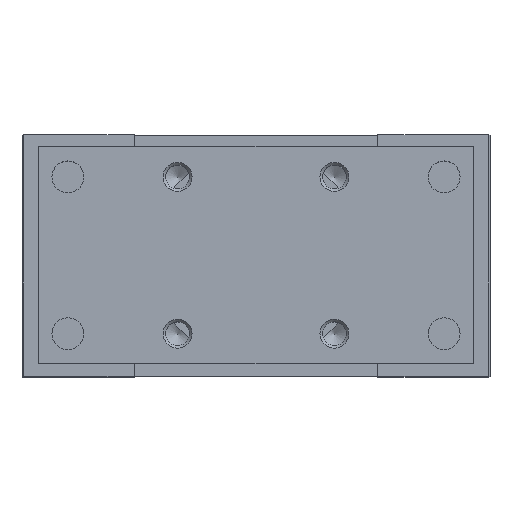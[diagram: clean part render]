
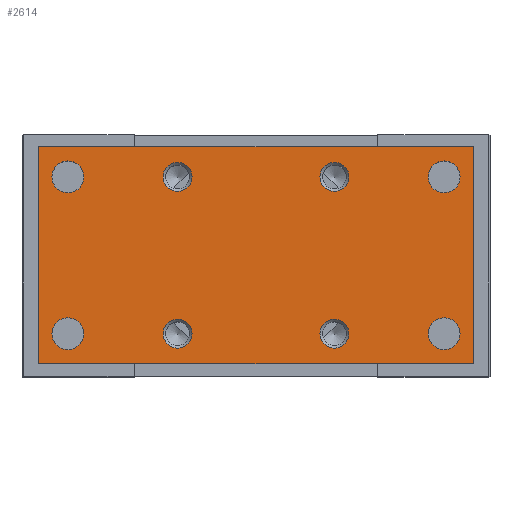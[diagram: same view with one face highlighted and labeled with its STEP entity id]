
A CAD part, top view. The second image highlights one B-rep face of the part: STEP entity #2614.
In plain terms, the highlighted planar face has unit normal (0, 0, 1).
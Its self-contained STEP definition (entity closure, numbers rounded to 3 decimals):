
#289=LINE('',#4410,#417);
#293=LINE('',#4419,#421);
#296=LINE('',#4425,#424);
#299=LINE('',#4431,#427);
#417=VECTOR('',#3560,1000.);
#421=VECTOR('',#3566,1000.);
#424=VECTOR('',#3571,1000.);
#427=VECTOR('',#3576,1000.);
#865=ORIENTED_EDGE('',*,*,#1292,.T.);
#866=ORIENTED_EDGE('',*,*,#1293,.T.);
#867=ORIENTED_EDGE('',*,*,#1294,.T.);
#868=ORIENTED_EDGE('',*,*,#1295,.T.);
#869=ORIENTED_EDGE('',*,*,#1296,.T.);
#870=ORIENTED_EDGE('',*,*,#1297,.T.);
#871=ORIENTED_EDGE('',*,*,#1298,.T.);
#872=ORIENTED_EDGE('',*,*,#1299,.T.);
#873=ORIENTED_EDGE('',*,*,#1266,.T.);
#874=ORIENTED_EDGE('',*,*,#1270,.T.);
#875=ORIENTED_EDGE('',*,*,#1273,.T.);
#876=ORIENTED_EDGE('',*,*,#1276,.T.);
#1266=EDGE_CURVE('',#1548,#1549,#289,.T.);
#1270=EDGE_CURVE('',#1549,#1552,#293,.T.);
#1273=EDGE_CURVE('',#1552,#1554,#296,.T.);
#1276=EDGE_CURVE('',#1554,#1548,#299,.T.);
#1292=EDGE_CURVE('',#1570,#1570,#1727,.T.);
#1293=EDGE_CURVE('',#1571,#1571,#1728,.T.);
#1294=EDGE_CURVE('',#1572,#1572,#1729,.T.);
#1295=EDGE_CURVE('',#1573,#1573,#1730,.T.);
#1296=EDGE_CURVE('',#1574,#1574,#1731,.T.);
#1297=EDGE_CURVE('',#1575,#1575,#1732,.T.);
#1298=EDGE_CURVE('',#1576,#1576,#1733,.T.);
#1299=EDGE_CURVE('',#1577,#1577,#1734,.T.);
#1548=VERTEX_POINT('',#4411);
#1549=VERTEX_POINT('',#4412);
#1552=VERTEX_POINT('',#4420);
#1554=VERTEX_POINT('',#4426);
#1570=VERTEX_POINT('',#4464);
#1571=VERTEX_POINT('',#4466);
#1572=VERTEX_POINT('',#4468);
#1573=VERTEX_POINT('',#4470);
#1574=VERTEX_POINT('',#4472);
#1575=VERTEX_POINT('',#4474);
#1576=VERTEX_POINT('',#4476);
#1577=VERTEX_POINT('',#4478);
#1727=CIRCLE('',#2938,3.3);
#1728=CIRCLE('',#2939,3.3);
#1729=CIRCLE('',#2940,3.3);
#1730=CIRCLE('',#2941,3.3);
#1731=CIRCLE('',#2942,3.);
#1732=CIRCLE('',#2943,3.);
#1733=CIRCLE('',#2944,3.);
#1734=CIRCLE('',#2945,3.);
#1985=EDGE_LOOP('',(#865));
#1986=EDGE_LOOP('',(#866));
#1987=EDGE_LOOP('',(#867));
#1988=EDGE_LOOP('',(#868));
#1989=EDGE_LOOP('',(#869));
#1990=EDGE_LOOP('',(#870));
#1991=EDGE_LOOP('',(#871));
#1992=EDGE_LOOP('',(#872));
#1993=EDGE_LOOP('',(#873,#874,#875,#876));
#2313=FACE_BOUND('',#1985,.T.);
#2314=FACE_BOUND('',#1986,.T.);
#2315=FACE_BOUND('',#1987,.T.);
#2316=FACE_BOUND('',#1988,.T.);
#2317=FACE_BOUND('',#1989,.T.);
#2318=FACE_BOUND('',#1990,.T.);
#2319=FACE_BOUND('',#1991,.T.);
#2320=FACE_BOUND('',#1992,.T.);
#2321=FACE_BOUND('',#1993,.T.);
#2475=PLANE('',#2937);
#2614=ADVANCED_FACE('',(#2313,#2314,#2315,#2316,#2317,#2318,#2319,#2320,
#2321),#2475,.T.);
#2937=AXIS2_PLACEMENT_3D('',#4462,#3608,#3609);
#2938=AXIS2_PLACEMENT_3D('',#4463,#3610,#3611);
#2939=AXIS2_PLACEMENT_3D('',#4465,#3612,#3613);
#2940=AXIS2_PLACEMENT_3D('',#4467,#3614,#3615);
#2941=AXIS2_PLACEMENT_3D('',#4469,#3616,#3617);
#2942=AXIS2_PLACEMENT_3D('',#4471,#3618,#3619);
#2943=AXIS2_PLACEMENT_3D('',#4473,#3620,#3621);
#2944=AXIS2_PLACEMENT_3D('',#4475,#3622,#3623);
#2945=AXIS2_PLACEMENT_3D('',#4477,#3624,#3625);
#3560=DIRECTION('',(-1.,0.,0.));
#3566=DIRECTION('',(0.,-1.,0.));
#3571=DIRECTION('',(1.,0.,0.));
#3576=DIRECTION('',(0.,1.,0.));
#3608=DIRECTION('',(0.,0.,1.));
#3609=DIRECTION('',(1.,0.,0.));
#3610=DIRECTION('',(0.,0.,-1.));
#3611=DIRECTION('',(-1.,0.,0.));
#3612=DIRECTION('',(0.,0.,-1.));
#3613=DIRECTION('',(-1.,0.,0.));
#3614=DIRECTION('',(0.,0.,-1.));
#3615=DIRECTION('',(-1.,0.,0.));
#3616=DIRECTION('',(0.,0.,-1.));
#3617=DIRECTION('',(-1.,0.,0.));
#3618=DIRECTION('',(0.,0.,-1.));
#3619=DIRECTION('',(-1.,0.,0.));
#3620=DIRECTION('',(0.,0.,-1.));
#3621=DIRECTION('',(-1.,0.,0.));
#3622=DIRECTION('',(0.,0.,-1.));
#3623=DIRECTION('',(-1.,0.,0.));
#3624=DIRECTION('',(0.,0.,-1.));
#3625=DIRECTION('',(-1.,0.,0.));
#4410=CARTESIAN_POINT('',(45.,22.5,67.));
#4411=CARTESIAN_POINT('',(45.,22.5,67.));
#4412=CARTESIAN_POINT('',(-45.,22.5,67.));
#4419=CARTESIAN_POINT('',(-45.,22.5,67.));
#4420=CARTESIAN_POINT('',(-45.,-22.5,67.));
#4425=CARTESIAN_POINT('',(-45.,-22.5,67.));
#4426=CARTESIAN_POINT('',(45.,-22.5,67.));
#4431=CARTESIAN_POINT('',(45.,-22.5,67.));
#4462=CARTESIAN_POINT('',(0.,0.,67.));
#4463=CARTESIAN_POINT('',(-39.,16.25,67.));
#4464=CARTESIAN_POINT('',(-42.3,16.25,67.));
#4465=CARTESIAN_POINT('',(-39.,-16.25,67.));
#4466=CARTESIAN_POINT('',(-42.3,-16.25,67.));
#4467=CARTESIAN_POINT('',(39.,-16.25,67.));
#4468=CARTESIAN_POINT('',(35.7,-16.25,67.));
#4469=CARTESIAN_POINT('',(39.,16.25,67.));
#4470=CARTESIAN_POINT('',(35.7,16.25,67.));
#4471=CARTESIAN_POINT('',(-16.25,16.25,67.));
#4472=CARTESIAN_POINT('',(-19.25,16.25,67.));
#4473=CARTESIAN_POINT('',(-16.25,-16.25,67.));
#4474=CARTESIAN_POINT('',(-19.25,-16.25,67.));
#4475=CARTESIAN_POINT('',(16.25,-16.25,67.));
#4476=CARTESIAN_POINT('',(13.25,-16.25,67.));
#4477=CARTESIAN_POINT('',(16.25,16.25,67.));
#4478=CARTESIAN_POINT('',(13.25,16.25,67.));
